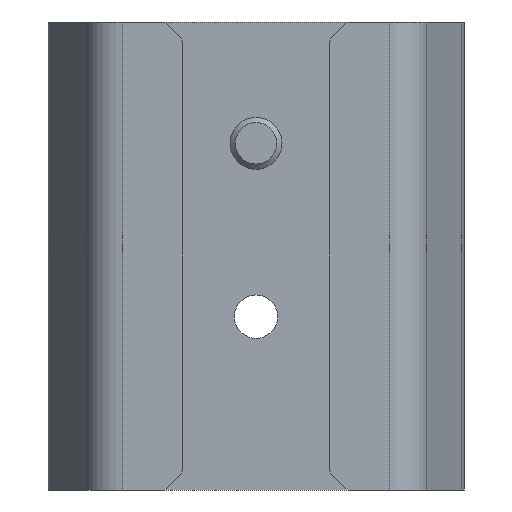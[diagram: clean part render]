
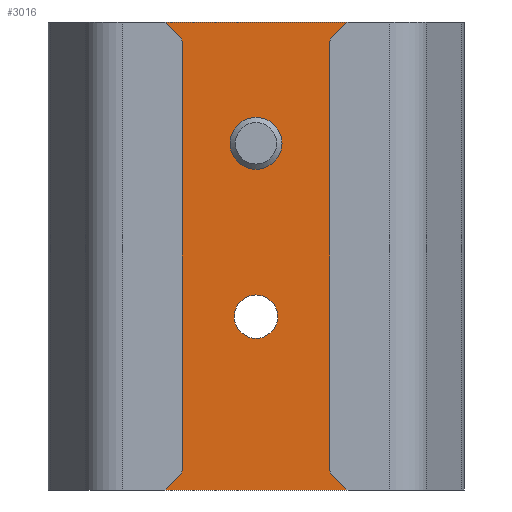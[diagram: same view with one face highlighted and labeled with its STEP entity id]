
A CAD part, front view. The second image highlights one B-rep face of the part: STEP entity #3016.
In plain terms, the highlighted planar face has unit normal (0, -1, 0).
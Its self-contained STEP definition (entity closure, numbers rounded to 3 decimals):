
#76=FACE_BOUND('',#506,.T.);
#77=FACE_BOUND('',#507,.T.);
#129=CIRCLE('',#3288,2.5);
#130=CIRCLE('',#3289,2.5);
#218=PLANE('',#3286);
#328=FACE_OUTER_BOUND('',#505,.T.);
#505=EDGE_LOOP('',(#2133,#2134,#2135,#2136,#2137,#2138,#2139,#2140,#2141,
#2142,#2143,#2144));
#506=EDGE_LOOP('',(#2145));
#507=EDGE_LOOP('',(#2146));
#684=LINE('',#4406,#980);
#688=LINE('',#4485,#984);
#698=LINE('',#4571,#994);
#711=LINE('',#4614,#1007);
#712=LINE('',#4616,#1008);
#713=LINE('',#4618,#1009);
#714=LINE('',#4620,#1010);
#715=LINE('',#4624,#1011);
#716=LINE('',#4626,#1012);
#717=LINE('',#4627,#1013);
#980=VECTOR('',#3546,10.);
#984=VECTOR('',#3572,10.);
#994=VECTOR('',#3604,10.);
#1007=VECTOR('',#3645,10.);
#1008=VECTOR('',#3646,10.);
#1009=VECTOR('',#3647,10.);
#1010=VECTOR('',#3648,10.);
#1011=VECTOR('',#3651,10.);
#1012=VECTOR('',#3652,10.);
#1013=VECTOR('',#3653,10.);
#1277=ELLIPSE('',#3256,6.536,4.621);
#1285=ELLIPSE('',#3287,6.536,4.621);
#1303=VERTEX_POINT('',#4403);
#1304=VERTEX_POINT('',#4405);
#1309=VERTEX_POINT('',#4471);
#1313=VERTEX_POINT('',#4483);
#1323=VERTEX_POINT('',#4570);
#1339=VERTEX_POINT('',#4613);
#1340=VERTEX_POINT('',#4615);
#1341=VERTEX_POINT('',#4617);
#1342=VERTEX_POINT('',#4619);
#1343=VERTEX_POINT('',#4621);
#1344=VERTEX_POINT('',#4623);
#1345=VERTEX_POINT('',#4625);
#1346=VERTEX_POINT('',#4628);
#1347=VERTEX_POINT('',#4630);
#1600=EDGE_CURVE('',#1303,#1304,#684,.T.);
#1607=EDGE_CURVE('',#1309,#1303,#1277,.T.);
#1613=EDGE_CURVE('',#1313,#1309,#688,.T.);
#1630=EDGE_CURVE('',#1304,#1323,#698,.T.);
#1651=EDGE_CURVE('',#1339,#1313,#711,.T.);
#1652=EDGE_CURVE('',#1339,#1340,#712,.T.);
#1653=EDGE_CURVE('',#1341,#1340,#713,.T.);
#1654=EDGE_CURVE('',#1342,#1341,#714,.T.);
#1655=EDGE_CURVE('',#1343,#1342,#1285,.T.);
#1656=EDGE_CURVE('',#1344,#1343,#715,.T.);
#1657=EDGE_CURVE('',#1345,#1344,#716,.T.);
#1658=EDGE_CURVE('',#1345,#1323,#717,.T.);
#1659=EDGE_CURVE('',#1346,#1346,#129,.T.);
#1660=EDGE_CURVE('',#1347,#1347,#130,.T.);
#2133=ORIENTED_EDGE('',*,*,#1613,.F.);
#2134=ORIENTED_EDGE('',*,*,#1651,.F.);
#2135=ORIENTED_EDGE('',*,*,#1652,.T.);
#2136=ORIENTED_EDGE('',*,*,#1653,.F.);
#2137=ORIENTED_EDGE('',*,*,#1654,.F.);
#2138=ORIENTED_EDGE('',*,*,#1655,.F.);
#2139=ORIENTED_EDGE('',*,*,#1656,.F.);
#2140=ORIENTED_EDGE('',*,*,#1657,.F.);
#2141=ORIENTED_EDGE('',*,*,#1658,.T.);
#2142=ORIENTED_EDGE('',*,*,#1630,.F.);
#2143=ORIENTED_EDGE('',*,*,#1600,.F.);
#2144=ORIENTED_EDGE('',*,*,#1607,.F.);
#2145=ORIENTED_EDGE('',*,*,#1659,.T.);
#2146=ORIENTED_EDGE('',*,*,#1660,.T.);
#3016=ADVANCED_FACE('',(#328,#76,#77),#218,.T.);
#3256=AXIS2_PLACEMENT_3D('',#4473,#3558,#3559);
#3286=AXIS2_PLACEMENT_3D('',#4612,#3643,#3644);
#3287=AXIS2_PLACEMENT_3D('',#4622,#3649,#3650);
#3288=AXIS2_PLACEMENT_3D('',#4629,#3654,#3655);
#3289=AXIS2_PLACEMENT_3D('',#4631,#3656,#3657);
#3546=DIRECTION('',(0.816,0.,-0.577));
#3558=DIRECTION('center_axis',(0.,-1.,0.));
#3559=DIRECTION('ref_axis',(-1.,0.,0.));
#3572=DIRECTION('',(-0.816,0.,-0.577));
#3604=DIRECTION('',(0.,0.,-1.));
#3643=DIRECTION('center_axis',(0.,-1.,0.));
#3644=DIRECTION('ref_axis',(0.,0.,-1.));
#3645=DIRECTION('',(0.,0.,-1.));
#3646=DIRECTION('',(-1.,0.,0.));
#3647=DIRECTION('',(0.,0.,1.));
#3648=DIRECTION('',(-0.816,0.,0.577));
#3649=DIRECTION('center_axis',(0.,-1.,0.));
#3650=DIRECTION('ref_axis',(1.,0.,0.));
#3651=DIRECTION('',(0.816,0.,0.577));
#3652=DIRECTION('',(0.,0.,1.));
#3653=DIRECTION('',(1.,0.,0.));
#3654=DIRECTION('center_axis',(0.,1.,0.));
#3655=DIRECTION('ref_axis',(1.,0.,0.));
#3656=DIRECTION('center_axis',(0.,1.,0.));
#3657=DIRECTION('ref_axis',(1.,0.,0.));
#4403=CARTESIAN_POINT('',(19.,39.5,-3.268));
#4405=CARTESIAN_POINT('',(19.5,39.5,-3.621));
#4406=CARTESIAN_POINT('',(18.805,39.5,-3.13));
#4471=CARTESIAN_POINT('',(19.,39.5,3.268));
#4473=CARTESIAN_POINT('Origin',(23.621,39.5,0.));
#4483=CARTESIAN_POINT('',(19.5,39.5,3.621));
#4485=CARTESIAN_POINT('',(18.805,39.5,3.13));
#4570=CARTESIAN_POINT('',(19.5,39.5,-27.));
#4571=CARTESIAN_POINT('',(19.5,39.5,0.));
#4612=CARTESIAN_POINT('Origin',(21.,39.5,0.));
#4613=CARTESIAN_POINT('',(19.5,39.5,27.));
#4614=CARTESIAN_POINT('',(19.5,39.5,0.));
#4615=CARTESIAN_POINT('',(-19.5,39.5,27.));
#4616=CARTESIAN_POINT('',(-21.,39.5,27.));
#4617=CARTESIAN_POINT('',(-19.5,39.5,3.621));
#4618=CARTESIAN_POINT('',(-19.5,39.5,0.));
#4619=CARTESIAN_POINT('',(-19.,39.5,3.268));
#4620=CARTESIAN_POINT('',(-4.805,39.5,-6.77));
#4621=CARTESIAN_POINT('',(-19.,39.5,-3.268));
#4622=CARTESIAN_POINT('Origin',(-23.621,39.5,0.));
#4623=CARTESIAN_POINT('',(-19.5,39.5,-3.621));
#4624=CARTESIAN_POINT('',(-4.805,39.5,6.77));
#4625=CARTESIAN_POINT('',(-19.5,39.5,-27.));
#4626=CARTESIAN_POINT('',(-19.5,39.5,0.));
#4627=CARTESIAN_POINT('',(-21.,39.5,-27.));
#4628=CARTESIAN_POINT('',(-2.5,39.5,-7.));
#4629=CARTESIAN_POINT('Origin',(0.,39.5,-7.));
#4630=CARTESIAN_POINT('',(-2.5,39.5,13.));
#4631=CARTESIAN_POINT('Origin',(0.,39.5,13.));
